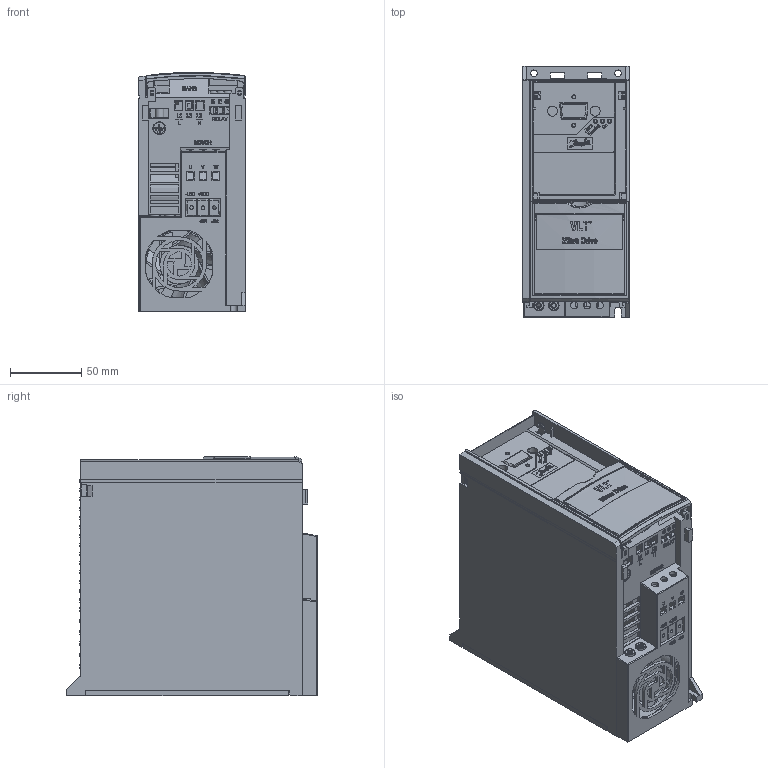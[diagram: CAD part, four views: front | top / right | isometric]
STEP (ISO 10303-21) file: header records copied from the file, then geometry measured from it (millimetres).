
FILE_DESCRIPTION((''),'2;1');
FILE_NAME('M2-FOR-MARKETING','2006-11-15T',('CN1241'),('Danfoss Drives A/S'),'PRO/ENGINEER BY PARAMETRIC TECHNOLOGY CORPORATION, 2004130','PRO/ENGINEER BY PARAMETRIC TECHNOLOGY CORPORATION, 2004130','');
FILE_SCHEMA(('AUTOMOTIVE_DESIGN_CC2 { 1 2 10303 214 -1 1 5 2 }'));
Products named in the file (1): M2-FOR-MARKETING
Bounding box: 75 x 176.3 x 167.98 mm (x, y, z)
Volume: 523389.4 mm3; surface area: 365147.3 mm2
Topology: 4 solids, 4 shells, 3813 faces, 10694 edges, 7024 vertices
Faces by surface type: plane 3116, cylinder 436, extrusion 157, bspline 46, cone 31, sphere 16, torus 11
Entity records: 161029 total; most frequent: CARTESIAN_POINT 29479, ORIENTED_EDGE 21384, DIRECTION 18385, PRESENTATION_STYLE_ASSIGNMENT 10809, STYLED_ITEM 10696, CURVE_STYLE 10692, EDGE_CURVE 10692, VECTOR 9211
